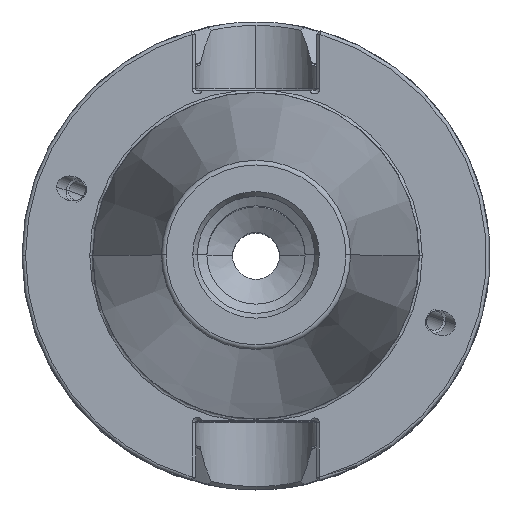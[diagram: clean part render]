
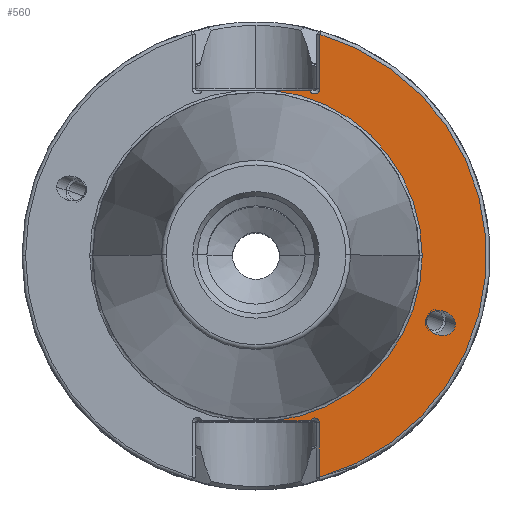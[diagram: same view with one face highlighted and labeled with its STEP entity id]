
A CAD part, top view. The second image highlights one B-rep face of the part: STEP entity #560.
In plain terms, the highlighted planar face has unit normal (0, 0, 1).
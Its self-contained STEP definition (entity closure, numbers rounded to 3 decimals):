
#79 = DIRECTION ( 'NONE',  ( 0., 0., -1. ) ) ;
#82 = ORIENTED_EDGE ( 'NONE', *, *, #3382, .T. ) ;
#205 = EDGE_CURVE ( 'NONE', #5950, #4260, #1571, .T. ) ;
#273 = CARTESIAN_POINT ( 'NONE',  ( 36.355, -8.72, -3. ) ) ;
#384 = DIRECTION ( 'NONE',  ( 0., 0., -1. ) ) ;
#470 = DIRECTION ( 'NONE',  ( -1., 0., 0. ) ) ;
#507 =( BOUNDED_CURVE ( )  B_SPLINE_CURVE ( 3, ( #5817, #273, #3500, #740 ),
 .UNSPECIFIED., .F., .T. ) 
 B_SPLINE_CURVE_WITH_KNOTS ( ( 4, 4 ),
 ( 2.852, 5.993 ),
 .UNSPECIFIED. ) 
 CURVE ( )  GEOMETRIC_REPRESENTATION_ITEM ( )  RATIONAL_B_SPLINE_CURVE ( ( 1., 0.333, 0.333, 1. ) ) 
 REPRESENTATION_ITEM ( '' )  );
#560 = ADVANCED_FACE ( 'NONE', ( #1541, #3996 ), #1914, .F. ) ;
#740 = CARTESIAN_POINT ( 'NONE',  ( 42.579, -14.707, -3. ) ) ;
#741 = CARTESIAN_POINT ( 'NONE',  ( 0., 35.3, -3. ) ) ;
#813 = VERTEX_POINT ( 'NONE', #2200 ) ;
#817 = CARTESIAN_POINT ( 'NONE',  ( 42.579, -14.707, -3. ) ) ;
#851 = CIRCLE ( 'NONE', #3368, 1.125 ) ;
#862 = DIRECTION ( 'NONE',  ( 0., 0., 1. ) ) ;
#885 = ORIENTED_EDGE ( 'NONE', *, *, #5127, .T. ) ;
#1006 = VERTEX_POINT ( 'NONE', #2230 ) ;
#1244 = CARTESIAN_POINT ( 'NONE',  ( 36.355, -14.023, -3. ) ) ;
#1268 = CARTESIAN_POINT ( 'NONE',  ( 13.544, 49.987, -3. ) ) ;
#1279 = CARTESIAN_POINT ( 'NONE',  ( 13.65, 35.675, -3. ) ) ;
#1294 = VERTEX_POINT ( 'NONE', #2505 ) ;
#1319 = EDGE_LOOP ( 'NONE', ( #5367, #2559, #2276, #3686, #4549, #885, #5511, #3588, #1796 ) ) ;
#1465 = CARTESIAN_POINT ( 'NONE',  ( 12.525, 35.675, -3. ) ) ;
#1497 = DIRECTION ( 'NONE',  ( 0., -1., 0. ) ) ;
#1541 = FACE_BOUND ( 'NONE', #1747, .T. ) ;
#1571 =( BOUNDED_CURVE ( )  B_SPLINE_CURVE ( 3, ( #1760, #3443, #4578, #1244 ),
 .UNSPECIFIED., .F., .T. ) 
 B_SPLINE_CURVE_WITH_KNOTS ( ( 4, 4 ),
 ( 5.993, 9.135 ),
 .UNSPECIFIED. ) 
 CURVE ( )  GEOMETRIC_REPRESENTATION_ITEM ( )  RATIONAL_B_SPLINE_CURVE ( ( 1., 0.333, 0.333, 1. ) ) 
 REPRESENTATION_ITEM ( '' )  );
#1662 = DIRECTION ( 'NONE',  ( 0., -1., 0. ) ) ;
#1747 = EDGE_LOOP ( 'NONE', ( #3591, #82 ) ) ;
#1760 = CARTESIAN_POINT ( 'NONE',  ( 42.579, -14.707, -3. ) ) ;
#1796 = ORIENTED_EDGE ( 'NONE', *, *, #3047, .T. ) ;
#1809 = LINE ( 'NONE', #4493, #5195 ) ;
#1914 = PLANE ( 'NONE',  #5327 ) ;
#1933 = DIRECTION ( 'NONE',  ( -1., 0., 0. ) ) ;
#2030 = DIRECTION ( 'NONE',  ( -1., 0., 0. ) ) ;
#2118 = AXIS2_PLACEMENT_3D ( 'NONE', #5996, #3226, #470 ) ;
#2166 = CARTESIAN_POINT ( 'NONE',  ( 3.763, 35.3, -3. ) ) ;
#2176 = VERTEX_POINT ( 'NONE', #2556 ) ;
#2200 = CARTESIAN_POINT ( 'NONE',  ( 13.65, 47.308, -3. ) ) ;
#2230 = CARTESIAN_POINT ( 'NONE',  ( 35.5, 0., -3. ) ) ;
#2276 = ORIENTED_EDGE ( 'NONE', *, *, #5984, .T. ) ;
#2377 = EDGE_CURVE ( 'NONE', #813, #1294, #5606, .T. ) ;
#2505 = CARTESIAN_POINT ( 'NONE',  ( 13.65, 35.675, -3. ) ) ;
#2556 = CARTESIAN_POINT ( 'NONE',  ( 3.763, -35.3, -3. ) ) ;
#2559 = ORIENTED_EDGE ( 'NONE', *, *, #4964, .T. ) ;
#2576 = AXIS2_PLACEMENT_3D ( 'NONE', #2851, #79, #3313 ) ;
#2583 = CARTESIAN_POINT ( 'NONE',  ( 11.578, -35.3, -3. ) ) ;
#2685 = CIRCLE ( 'NONE', #2118, 35.5 ) ;
#2687 = CARTESIAN_POINT ( 'NONE',  ( 12.525, -35.675, -3. ) ) ;
#2773 = CARTESIAN_POINT ( 'NONE',  ( 0., 49.987, -3. ) ) ;
#2851 = CARTESIAN_POINT ( 'NONE',  ( 0., 0., -3. ) ) ;
#2860 = AXIS2_PLACEMENT_3D ( 'NONE', #2687, #5928, #3167 ) ;
#2950 = CIRCLE ( 'NONE', #2576, 35.5 ) ;
#2952 = VECTOR ( 'NONE', #1662, 1000. ) ;
#3047 = EDGE_CURVE ( 'NONE', #1006, #2176, #2685, .T. ) ;
#3167 = DIRECTION ( 'NONE',  ( -1., 0., 0. ) ) ;
#3226 = DIRECTION ( 'NONE',  ( 0., 0., -1. ) ) ;
#3313 = DIRECTION ( 'NONE',  ( -1., 0., 0. ) ) ;
#3368 = AXIS2_PLACEMENT_3D ( 'NONE', #1465, #4683, #1933 ) ;
#3382 = EDGE_CURVE ( 'NONE', #4260, #5950, #507, .T. ) ;
#3395 = VERTEX_POINT ( 'NONE', #2583 ) ;
#3443 = CARTESIAN_POINT ( 'NONE',  ( 42.579, -20.01, -3. ) ) ;
#3451 = CARTESIAN_POINT ( 'NONE',  ( 13.544, -35.675, -3. ) ) ;
#3500 = CARTESIAN_POINT ( 'NONE',  ( 42.579, -9.404, -3. ) ) ;
#3588 = ORIENTED_EDGE ( 'NONE', *, *, #4116, .T. ) ;
#3591 = ORIENTED_EDGE ( 'NONE', *, *, #205, .T. ) ;
#3610 = CARTESIAN_POINT ( 'NONE',  ( 0., 0., -3. ) ) ;
#3686 = ORIENTED_EDGE ( 'NONE', *, *, #3963, .T. ) ;
#3817 = EDGE_CURVE ( 'NONE', #5456, #5067, #5647, .T. ) ;
#3892 = EDGE_CURVE ( 'NONE', #3395, #2176, #1809, .T. ) ;
#3963 = EDGE_CURVE ( 'NONE', #5147, #813, #4907, .T. ) ;
#3966 = DIRECTION ( 'NONE',  ( 1., 0., 0. ) ) ;
#3996 = FACE_OUTER_BOUND ( 'NONE', #1319, .T. ) ;
#4089 = DIRECTION ( 'NONE',  ( -1., 0., 0. ) ) ;
#4116 = EDGE_CURVE ( 'NONE', #5456, #1006, #2950, .T. ) ;
#4128 = CARTESIAN_POINT ( 'NONE',  ( 11.464, 35.3, -3. ) ) ;
#4250 = AXIS2_PLACEMENT_3D ( 'NONE', #3610, #862, #4089 ) ;
#4260 = VERTEX_POINT ( 'NONE', #5140 ) ;
#4493 = CARTESIAN_POINT ( 'NONE',  ( 0., -35.3, -3. ) ) ;
#4518 = VERTEX_POINT ( 'NONE', #3451 ) ;
#4549 = ORIENTED_EDGE ( 'NONE', *, *, #2377, .T. ) ;
#4578 = CARTESIAN_POINT ( 'NONE',  ( 36.355, -19.326, -3. ) ) ;
#4683 = DIRECTION ( 'NONE',  ( 0., 0., -1. ) ) ;
#4907 = CIRCLE ( 'NONE', #4250, 49.237 ) ;
#4964 = EDGE_CURVE ( 'NONE', #3395, #4518, #5697, .T. ) ;
#5067 = VERTEX_POINT ( 'NONE', #4128 ) ;
#5127 = EDGE_CURVE ( 'NONE', #1294, #5067, #851, .T. ) ;
#5140 = CARTESIAN_POINT ( 'NONE',  ( 36.355, -14.023, -3. ) ) ;
#5147 = VERTEX_POINT ( 'NONE', #5155 ) ;
#5155 = CARTESIAN_POINT ( 'NONE',  ( 13.544, -47.338, -3. ) ) ;
#5195 = VECTOR ( 'NONE', #5420, 1000. ) ;
#5327 = AXIS2_PLACEMENT_3D ( 'NONE', #2773, #384, #2030 ) ;
#5356 = VECTOR ( 'NONE', #3966, 1000. ) ;
#5367 = ORIENTED_EDGE ( 'NONE', *, *, #3892, .F. ) ;
#5420 = DIRECTION ( 'NONE',  ( -1., 0., 0. ) ) ;
#5433 = LINE ( 'NONE', #1268, #2952 ) ;
#5456 = VERTEX_POINT ( 'NONE', #2166 ) ;
#5468 = VECTOR ( 'NONE', #1497, 1000. ) ;
#5511 = ORIENTED_EDGE ( 'NONE', *, *, #3817, .F. ) ;
#5606 = LINE ( 'NONE', #1279, #5468 ) ;
#5647 = LINE ( 'NONE', #741, #5356 ) ;
#5697 = CIRCLE ( 'NONE', #2860, 1.019 ) ;
#5817 = CARTESIAN_POINT ( 'NONE',  ( 36.355, -14.023, -3. ) ) ;
#5928 = DIRECTION ( 'NONE',  ( 0., 0., -1. ) ) ;
#5950 = VERTEX_POINT ( 'NONE', #817 ) ;
#5984 = EDGE_CURVE ( 'NONE', #4518, #5147, #5433, .T. ) ;
#5996 = CARTESIAN_POINT ( 'NONE',  ( 0., 0., -3. ) ) ;
